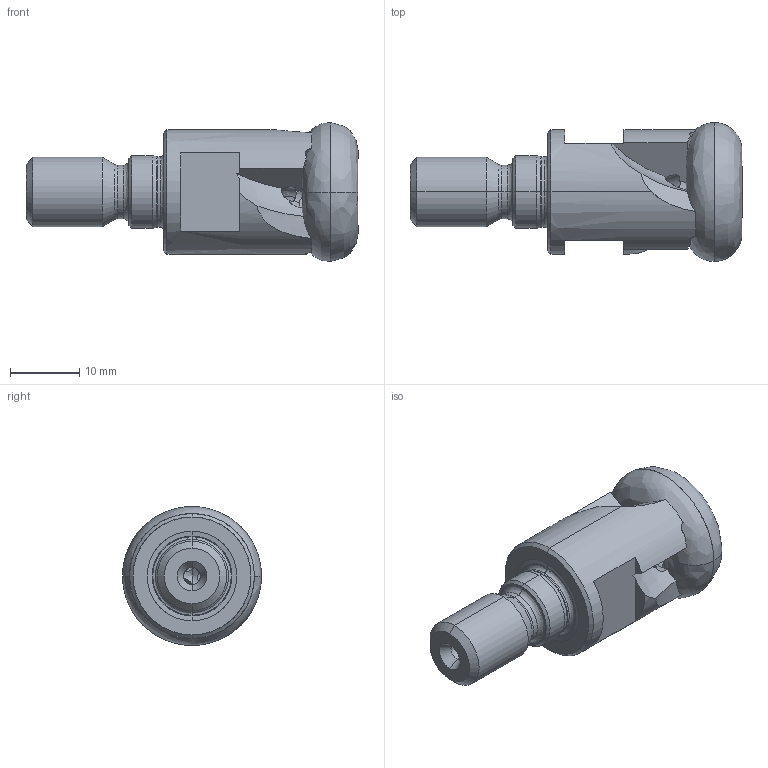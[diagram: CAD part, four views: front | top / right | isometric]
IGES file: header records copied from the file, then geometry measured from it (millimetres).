
Start section: SolidWorks IGES file using analytic representation for surfaces
Global section: file name: KEF_20_28_M10_508_3.IGS; native system: SolidWorks 2016; preprocessor: SolidWorks 2016; author: phk; date: 160923.100233; units: millimetre
Bounding box: 47.8 x 20 x 19.98 mm (x, y, z)
Surface area: 3396.1 mm2 (no closed solid volume)
Topology: 0 solids, 0 shells, 110 faces, 1684 edges, 1682 vertices
Faces by surface type: bspline 64, revolution 46
